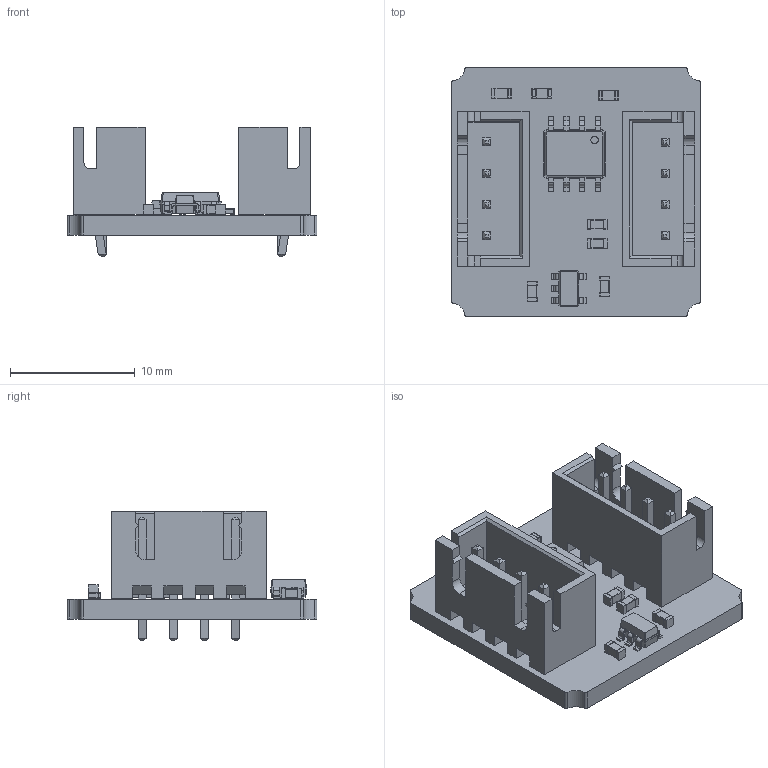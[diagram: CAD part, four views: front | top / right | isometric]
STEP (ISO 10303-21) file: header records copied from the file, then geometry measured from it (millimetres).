
FILE_DESCRIPTION(('KiCad electronic assembly'),'2;1');
FILE_NAME('B-W25Q40CLSNIG-BRK-01MBR-R01.step','2024-07-03T11:52:31',( 'Pcbnew'),('Kicad'),'Open CASCADE STEP processor 7.7', 'KiCad to STEP converter','Unknown');
FILE_SCHEMA(('AUTOMOTIVE_DESIGN { 1 0 10303 214 1 1 1 1 }'));
Length unit declared in the file: millimetre
Products named in the file (14): B-W25Q40CLSNIG-BRK-01MBR-R01 1; R_0603_1608Metric; JST_XH_B4B-XH-A_1x04_P2.50mm_Vertical; JST_B4B_XH_A; SOIC-8_3.9x4.9mm_P1.27mm; SOIC_8_39x49mm_P127mm; LED_0603_1608Metric; C_0603_1608Metric; SOT-23-5; SOT_23_5; _autosave-B-W25Q40CLSNIG-BRK-01MBR-R01_PCB
Assembly tree (18 placements, depth 3):
  B-W25Q40CLSNIG-BRK-01MBR-R01 1
    R_0603_1608Metric  x2
      R_0603_1608Metric
    JST_XH_B4B-XH-A_1x04_P2.50mm_Vertical  x2
      JST_B4B_XH_A
    SOIC-8_3.9x4.9mm_P1.27mm
      SOIC_8_39x49mm_P127mm
    LED_0603_1608Metric
      LED_0603_1608Metric
    C_0603_1608Metric  x4
      C_0603_1608Metric
    SOT-23-5
      SOT_23_5
    _autosave-B-W25Q40CLSNIG-BRK-01MBR-R01_PCB
Bounding box: 20 x 20 x 10.4 mm (x, y, z)
Volume: 1163.1 mm3; surface area: 2361.4 mm2
Topology: 12 solids, 12 shells, 787 faces, 2043 edges, 1306 vertices
Faces by surface type: plane 573, cylinder 153, bspline 61
Full cylindrical faces by diameter (mm): 0.6 x1, 0.95 x8
Entity records: 19897 total; most frequent: CARTESIAN_POINT 3076, ORIENTED_EDGE 2784, DIRECTION 2526, EDGE_CURVE 1392, LINE 1118, VECTOR 1118, VERTEX_POINT 882, AXIS2_PLACEMENT_3D 704
